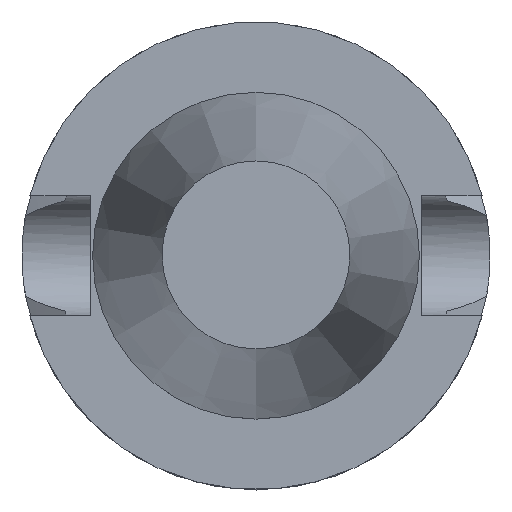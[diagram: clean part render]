
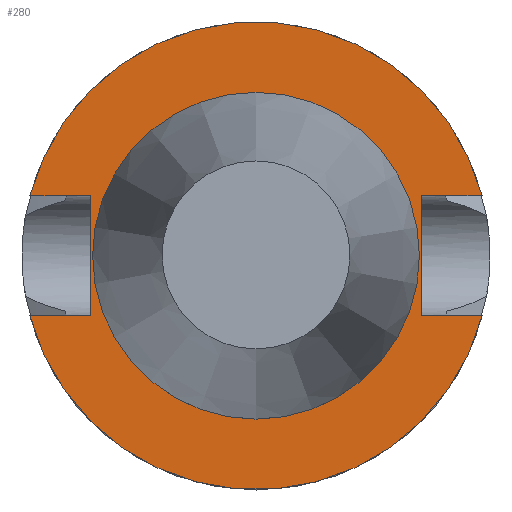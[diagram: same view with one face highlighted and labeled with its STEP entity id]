
A CAD part, top view. The second image highlights one B-rep face of the part: STEP entity #280.
In plain terms, the highlighted planar face has unit normal (0, 0, 1).
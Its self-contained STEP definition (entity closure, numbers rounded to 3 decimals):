
#118=EDGE_CURVE('240[2]',#348,#349,#350,.T.);
#122=EDGE_CURVE('240[2]',#356,#348,#357,.T.);
#185=EDGE_CURVE('240[2]',#402,#384,#452,.T.);
#210=EDGE_CURVE('240[2]',#349,#384,#485,.T.);
#224=EDGE_CURVE('240[2]',#504,#505,#506,.T.);
#235=EDGE_CURVE('240[2]',#522,#522,#523,.T.);
#257=EDGE_CURVE('240[2]',#356,#505,#550,.T.);
#280=ADVANCED_FACE('240[2]',(#577,#578),#579,.T.);
#318=EDGE_CURVE('240[2]',#402,#547,#628,.T.);
#322=EDGE_CURVE('240[2]',#547,#504,#632,.T.);
#348=VERTEX_POINT('',#661);
#349=VERTEX_POINT('',#662);
#350=LINE('',#663,#664);
#356=VERTEX_POINT('',#683);
#357=LINE('',#684,#685);
#384=VERTEX_POINT('',#742);
#402=VERTEX_POINT('',#832);
#452=CIRCLE('',#907,50.0);
#485=LINE('',#1038,#1039);
#504=VERTEX_POINT('',#1065);
#505=VERTEX_POINT('',#1066);
#506=LINE('',#1067,#1068);
#522=VERTEX_POINT('',#1089);
#523=CIRCLE('',#1090,34.925);
#547=VERTEX_POINT('',#1167);
#550=CIRCLE('',#1172,50.0);
#577=FACE_BOUND('',#1236,.T.);
#578=FACE_OUTER_BOUND('',#1237,.T.);
#579=PLANE('',#1238);
#628=LINE('',#1316,#1317);
#632=LINE('',#1324,#1325);
#661=CARTESIAN_POINT('',(-35.4,12.85,-3.));
#662=CARTESIAN_POINT('',(-35.4,-12.85,-3.0));
#663=CARTESIAN_POINT('',(-35.4,14.806,-3.));
#664=VECTOR('',#1328,1.0);
#683=CARTESIAN_POINT('',(-48.321,12.85,-3.0));
#684=CARTESIAN_POINT('',(-17.7,12.85,-3.));
#685=VECTOR('',#1329,1.0);
#742=CARTESIAN_POINT('',(-48.321,-12.85,-3.0));
#832=CARTESIAN_POINT('',(48.321,-12.85,-3.0));
#907=AXIS2_PLACEMENT_3D('',#1431,#1432,#1433);
#1038=CARTESIAN_POINT('',(-17.7,-12.85,-3.0));
#1039=VECTOR('',#1464,1.0);
#1065=CARTESIAN_POINT('',(35.4,12.85,-3.));
#1066=CARTESIAN_POINT('',(48.321,12.85,-3.0));
#1067=CARTESIAN_POINT('',(17.7,12.85,-3.));
#1068=VECTOR('',#1486,1.0);
#1089=CARTESIAN_POINT('',(0.,34.925,-3.0));
#1090=AXIS2_PLACEMENT_3D('',#1502,#1503,#1504);
#1167=CARTESIAN_POINT('',(35.4,-12.85,-3.0));
#1172=AXIS2_PLACEMENT_3D('',#1530,#1531,#1532);
#1236=EDGE_LOOP('',(#1566));
#1237=EDGE_LOOP('',(#1567,#1568,#1569,#1570,#1571,#1572,#1573,#1574));
#1238=AXIS2_PLACEMENT_3D('',#1575,#1576,#1577);
#1316=CARTESIAN_POINT('',(17.7,-12.85,-3.0));
#1317=VECTOR('',#1649,1.0);
#1324=CARTESIAN_POINT('',(35.4,21.231,-3.));
#1325=VECTOR('',#1651,1.0);
#1328=DIRECTION('',(-0.0,-1.0,0.));
#1329=DIRECTION('',(1.0,0.0,0.));
#1431=CARTESIAN_POINT('',(0.,0.,-3.0));
#1432=DIRECTION('',(0.,0.,-1.0));
#1433=DIRECTION('',(0.,1.0,0.));
#1464=DIRECTION('',(-1.0,0.0,0.));
#1486=DIRECTION('',(1.0,0.0,0.));
#1502=CARTESIAN_POINT('',(0.,0.,-3.0));
#1503=DIRECTION('',(0.,0.,-1.0));
#1504=DIRECTION('',(0.,1.0,0.));
#1530=CARTESIAN_POINT('',(0.,0.,-3.0));
#1531=DIRECTION('',(0.,0.,-1.0));
#1532=DIRECTION('',(0.,1.0,0.));
#1566=ORIENTED_EDGE('',*,*,#235,.T.);
#1567=ORIENTED_EDGE('',*,*,#122,.T.);
#1568=ORIENTED_EDGE('',*,*,#118,.T.);
#1569=ORIENTED_EDGE('',*,*,#210,.T.);
#1570=ORIENTED_EDGE('',*,*,#185,.F.);
#1571=ORIENTED_EDGE('',*,*,#318,.T.);
#1572=ORIENTED_EDGE('',*,*,#322,.T.);
#1573=ORIENTED_EDGE('',*,*,#224,.T.);
#1574=ORIENTED_EDGE('',*,*,#257,.F.);
#1575=CARTESIAN_POINT('',(0.,42.463,-3.));
#1576=DIRECTION('',(0.,0.,1.0));
#1577=DIRECTION('',(1.0,0.,0.0));
#1649=DIRECTION('',(-1.0,0.0,0.));
#1651=DIRECTION('',(-0.0,1.0,0.));
